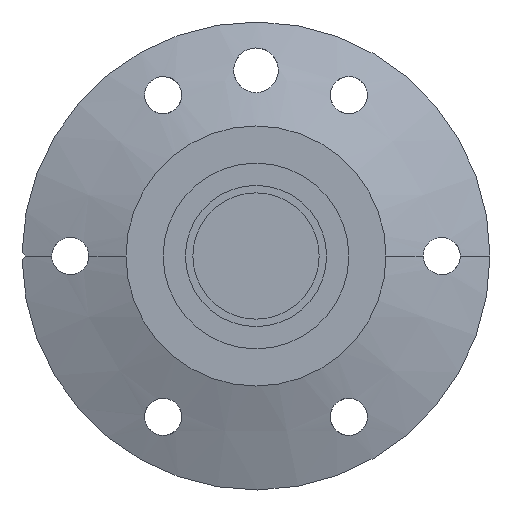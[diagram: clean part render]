
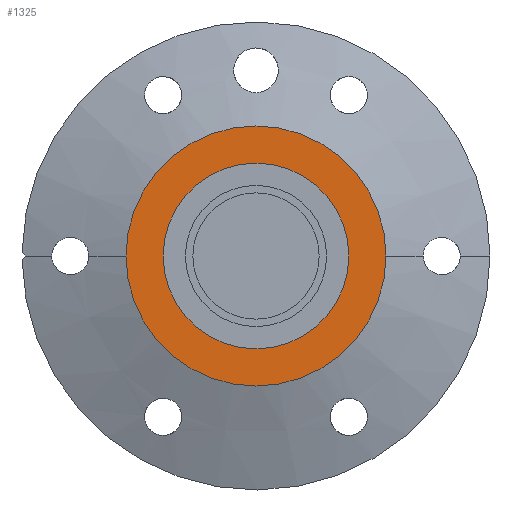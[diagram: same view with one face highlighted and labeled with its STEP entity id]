
A CAD part, left-side view. The second image highlights one B-rep face of the part: STEP entity #1325.
In plain terms, the highlighted planar face has unit normal (-1, 0, 0).
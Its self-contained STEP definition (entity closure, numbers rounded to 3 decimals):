
#49 = ORIENTED_EDGE ( 'NONE', *, *, #670, .T. ) ;
#72 = EDGE_CURVE ( 'NONE', #675, #671, #718, .T. ) ;
#154 = DIRECTION ( 'NONE',  ( 1., 0., 0. ) ) ;
#161 = AXIS2_PLACEMENT_3D ( 'NONE', #559, #154, #1464 ) ;
#170 = DIRECTION ( 'NONE',  ( 1., 0., 0. ) ) ;
#175 = EDGE_LOOP ( 'NONE', ( #1167, #1472 ) ) ;
#215 = CIRCLE ( 'NONE', #1646, 17.5 ) ;
#223 = EDGE_CURVE ( 'NONE', #671, #675, #215, .T. ) ;
#224 = DIRECTION ( 'NONE',  ( 0., 1., 0. ) ) ;
#238 = DIRECTION ( 'NONE',  ( 0., -1., 0. ) ) ;
#259 = EDGE_LOOP ( 'NONE', ( #49, #725 ) ) ;
#299 = CARTESIAN_POINT ( 'NONE',  ( 998., 17.5, 1260. ) ) ;
#301 = DIRECTION ( 'NONE',  ( 0., 1., 0. ) ) ;
#311 = CARTESIAN_POINT ( 'NONE',  ( 998., 0., 1260. ) ) ;
#367 = PLANE ( 'NONE',  #1636 ) ;
#453 = CARTESIAN_POINT ( 'NONE',  ( 998., -17.5, 1260. ) ) ;
#499 = DIRECTION ( 'NONE',  ( 1., 0., 0. ) ) ;
#559 = CARTESIAN_POINT ( 'NONE',  ( 998., 0., 1260. ) ) ;
#597 = CIRCLE ( 'NONE', #608, 12.5 ) ;
#601 = EDGE_CURVE ( 'NONE', #1190, #658, #812, .T. ) ;
#608 = AXIS2_PLACEMENT_3D ( 'NONE', #311, #170, #684 ) ;
#658 = VERTEX_POINT ( 'NONE', #1485 ) ;
#670 = EDGE_CURVE ( 'NONE', #658, #1190, #597, .T. ) ;
#671 = VERTEX_POINT ( 'NONE', #299 ) ;
#675 = VERTEX_POINT ( 'NONE', #453 ) ;
#684 = DIRECTION ( 'NONE',  ( 0., 1., 0. ) ) ;
#718 = CIRCLE ( 'NONE', #1427, 17.5 ) ;
#725 = ORIENTED_EDGE ( 'NONE', *, *, #601, .T. ) ;
#733 = FACE_BOUND ( 'NONE', #259, .T. ) ;
#812 = CIRCLE ( 'NONE', #161, 12.5 ) ;
#991 = CARTESIAN_POINT ( 'NONE',  ( 998., 0., 1260. ) ) ;
#1167 = ORIENTED_EDGE ( 'NONE', *, *, #223, .F. ) ;
#1190 = VERTEX_POINT ( 'NONE', #1470 ) ;
#1262 = DIRECTION ( 'NONE',  ( -1., 0., 0. ) ) ;
#1274 = CARTESIAN_POINT ( 'NONE',  ( 998., 17.5, 1260. ) ) ;
#1321 = CARTESIAN_POINT ( 'NONE',  ( 998., 0., 1260. ) ) ;
#1325 = ADVANCED_FACE ( 'NONE', ( #733, #1560 ), #367, .T. ) ;
#1427 = AXIS2_PLACEMENT_3D ( 'NONE', #1321, #1456, #301 ) ;
#1456 = DIRECTION ( 'NONE',  ( 1., 0., 0. ) ) ;
#1464 = DIRECTION ( 'NONE',  ( 0., 1., 0. ) ) ;
#1470 = CARTESIAN_POINT ( 'NONE',  ( 998., -12.5, 1260. ) ) ;
#1472 = ORIENTED_EDGE ( 'NONE', *, *, #72, .F. ) ;
#1485 = CARTESIAN_POINT ( 'NONE',  ( 998., 12.5, 1260. ) ) ;
#1560 = FACE_OUTER_BOUND ( 'NONE', #175, .T. ) ;
#1636 = AXIS2_PLACEMENT_3D ( 'NONE', #1274, #1262, #238 ) ;
#1646 = AXIS2_PLACEMENT_3D ( 'NONE', #991, #499, #224 ) ;
